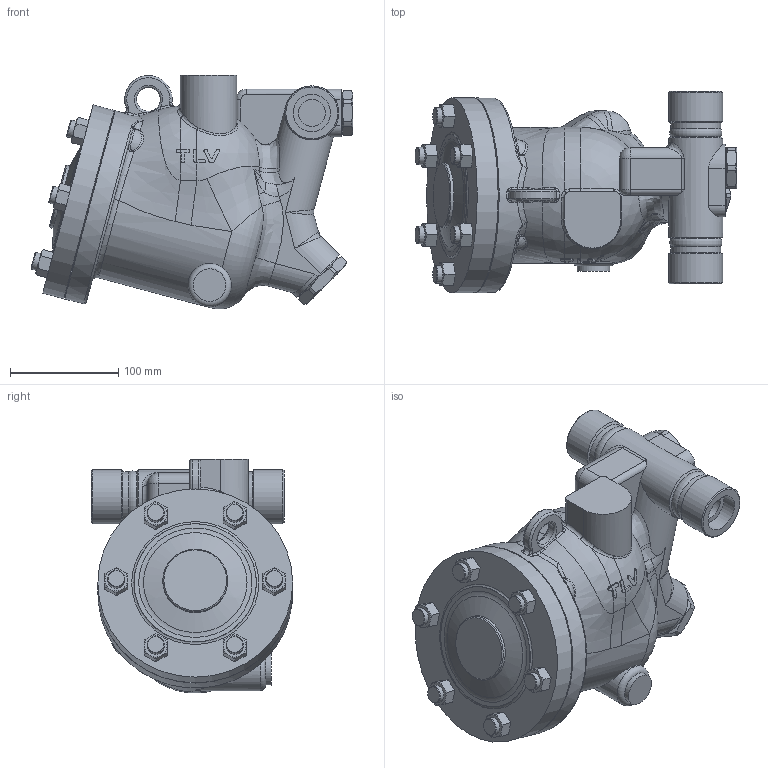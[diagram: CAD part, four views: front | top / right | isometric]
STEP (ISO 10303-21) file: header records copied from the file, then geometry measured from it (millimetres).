
FILE_DESCRIPTION((''),'2;1');
FILE_NAME('sh6nl-025-sw000-00.stp','2014-04-23T17:00:08',('nakaot'),(''),'Autodesk Inventor 2012','Autodesk Inventor 2012','');
FILE_SCHEMA(('AUTOMOTIVE_DESIGN { 1 0 10303 214 1 1 1 1 }'));
Length unit declared in the file: millimetre
Products named in the file (1): sh6nl-025-sw000-00
Bounding box: 297.42 x 186 x 216.15 mm (x, y, z)
Volume: 4396565.8 mm3; surface area: 254221.5 mm2
Topology: 1 solids, 3 shells, 417 faces, 1018 edges, 617 vertices
Faces by surface type: plane 134, cylinder 96, bspline 89, cone 66, torus 21, sphere 11
Full cylindrical faces by diameter (mm): 11.835 x6, 16 x12, 22 x1, 25 x2, 30 x1, 34.5 x2, 38 x1, 40 x1, 46 x2, 49.5 x1, 50 x3, 60 x1, 100 x1, 180 x2
Entity records: 15675 total; most frequent: CARTESIAN_POINT 7085, ORIENTED_EDGE 1846, DIRECTION 1593, EDGE_CURVE 923, AXIS2_PLACEMENT_3D 678, VERTEX_POINT 597, EDGE_LOOP 516, FACE_OUTER_BOUND 417
